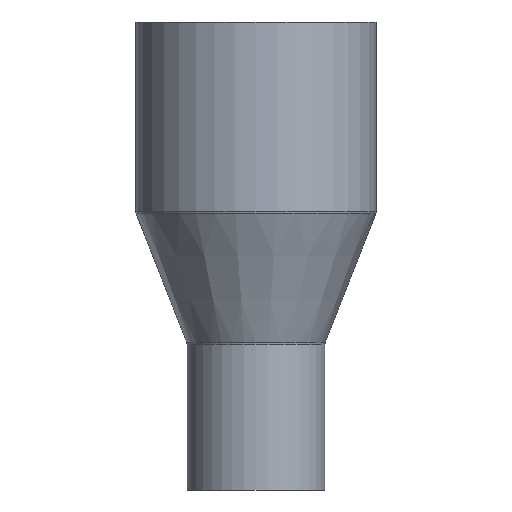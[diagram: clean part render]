
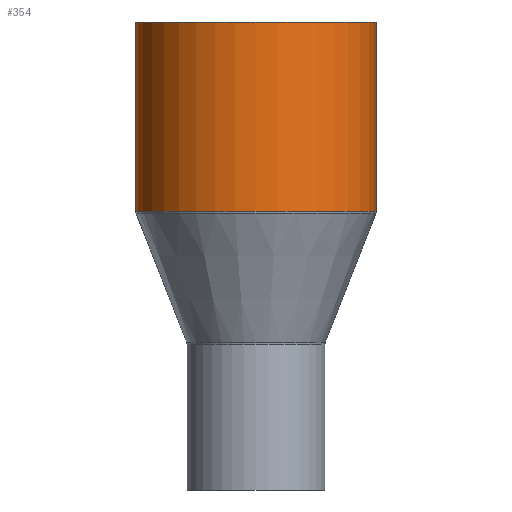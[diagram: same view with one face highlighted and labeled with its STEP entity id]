
A CAD part, front view. The second image highlights one B-rep face of the part: STEP entity #354.
In plain terms, the highlighted cylindrical face has radius 55 mm (diameter 110 mm), a partial arc.
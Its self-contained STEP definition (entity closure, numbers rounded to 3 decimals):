
#7 = DIRECTION ( 'NONE',  ( 0., 0., -1. ) ) ;
#51 = CARTESIAN_POINT ( 'NONE',  ( 0., 0., 26.803 ) ) ;
#61 = CARTESIAN_POINT ( 'NONE',  ( 55., 0., -16.533 ) ) ;
#99 = VECTOR ( 'NONE', #279, 1000. ) ;
#105 = DIRECTION ( 'NONE',  ( -1., 0., 0. ) ) ;
#106 = CARTESIAN_POINT ( 'NONE',  ( 55., 0., 113.426 ) ) ;
#121 = DIRECTION ( 'NONE',  ( 0., 0., -1. ) ) ;
#144 = VERTEX_POINT ( 'NONE', #106 ) ;
#164 = DIRECTION ( 'NONE',  ( 0., 0., -1. ) ) ;
#197 = EDGE_CURVE ( 'NONE', #589, #210, #448, .T. ) ;
#209 = CARTESIAN_POINT ( 'NONE',  ( -55., 0., 26.803 ) ) ;
#210 = VERTEX_POINT ( 'NONE', #209 ) ;
#216 = CIRCLE ( 'NONE', #358, 55. ) ;
#242 = ORIENTED_EDGE ( 'NONE', *, *, #628, .T. ) ;
#279 = DIRECTION ( 'NONE',  ( 0., 0., -1. ) ) ;
#282 = DIRECTION ( 'NONE',  ( -1., 0., 0. ) ) ;
#283 = AXIS2_PLACEMENT_3D ( 'NONE', #51, #7, #454 ) ;
#321 = VECTOR ( 'NONE', #376, 1000. ) ;
#340 = ORIENTED_EDGE ( 'NONE', *, *, #197, .F. ) ;
#354 = ADVANCED_FACE ( 'NONE', ( #570 ), #363, .T. ) ;
#358 = AXIS2_PLACEMENT_3D ( 'NONE', #488, #121, #282 ) ;
#363 = CYLINDRICAL_SURFACE ( 'NONE', #408, 55. ) ;
#366 = LINE ( 'NONE', #61, #321 ) ;
#374 = CARTESIAN_POINT ( 'NONE',  ( 0., 0., -16.533 ) ) ;
#376 = DIRECTION ( 'NONE',  ( 0., 0., -1. ) ) ;
#389 = ORIENTED_EDGE ( 'NONE', *, *, #593, .T. ) ;
#408 = AXIS2_PLACEMENT_3D ( 'NONE', #374, #164, #105 ) ;
#416 = EDGE_CURVE ( 'NONE', #144, #589, #366, .T. ) ;
#432 = ORIENTED_EDGE ( 'NONE', *, *, #416, .F. ) ;
#436 = CARTESIAN_POINT ( 'NONE',  ( -55., 0., 113.426 ) ) ;
#448 = CIRCLE ( 'NONE', #283, 55. ) ;
#454 = DIRECTION ( 'NONE',  ( -1., 0., 0. ) ) ;
#488 = CARTESIAN_POINT ( 'NONE',  ( 0., 0., 113.426 ) ) ;
#490 = EDGE_LOOP ( 'NONE', ( #432, #389, #242, #340 ) ) ;
#525 = CARTESIAN_POINT ( 'NONE',  ( 55., 0., 26.803 ) ) ;
#570 = FACE_OUTER_BOUND ( 'NONE', #490, .T. ) ;
#576 = CARTESIAN_POINT ( 'NONE',  ( -55., 0., -16.533 ) ) ;
#586 = LINE ( 'NONE', #576, #99 ) ;
#589 = VERTEX_POINT ( 'NONE', #525 ) ;
#593 = EDGE_CURVE ( 'NONE', #144, #643, #216, .T. ) ;
#628 = EDGE_CURVE ( 'NONE', #643, #210, #586, .T. ) ;
#643 = VERTEX_POINT ( 'NONE', #436 ) ;
